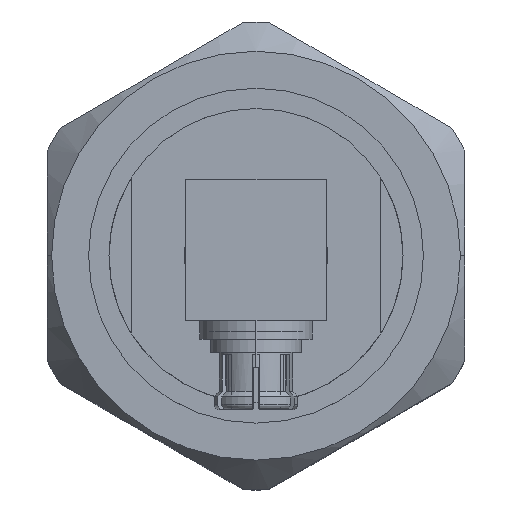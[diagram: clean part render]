
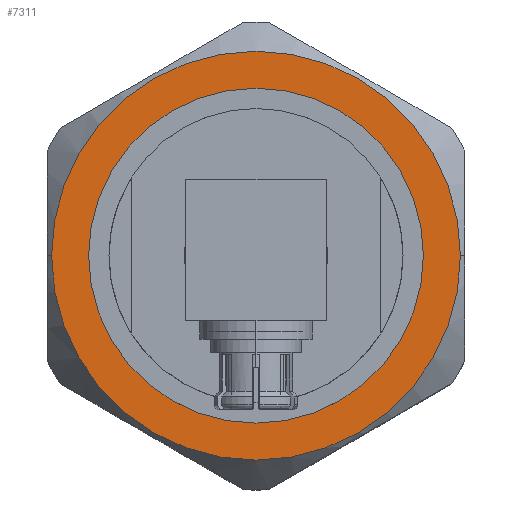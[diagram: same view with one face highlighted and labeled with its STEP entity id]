
A CAD part, top view. The second image highlights one B-rep face of the part: STEP entity #7311.
In plain terms, the highlighted face is planar.
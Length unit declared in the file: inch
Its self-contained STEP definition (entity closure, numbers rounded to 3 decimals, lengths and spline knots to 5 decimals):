
#36 = EDGE_CURVE ( 'NONE', #5989, #3912, #7733, .T. ) ;
#159 = CARTESIAN_POINT ( 'NONE',  ( 0.34608, 0., 0.12524 ) ) ;
#197 = AXIS2_PLACEMENT_3D ( 'NONE', #4508, #3239, #4108 ) ;
#498 = FACE_BOUND ( 'NONE', #2495, .T. ) ;
#674 = DIRECTION ( 'NONE',  ( 0., 0., 1. ) ) ;
#791 = AXIS2_PLACEMENT_3D ( 'NONE', #4211, #1448, #674 ) ;
#798 = EDGE_CURVE ( 'NONE', #3912, #5989, #4397, .T. ) ;
#1448 = DIRECTION ( 'NONE',  ( -1., 0., 0. ) ) ;
#1506 = ORIENTED_EDGE ( 'NONE', *, *, #36, .T. ) ;
#1560 = CARTESIAN_POINT ( 'NONE',  ( 0.34608, 0., -0.15293 ) ) ;
#1617 = CARTESIAN_POINT ( 'NONE',  ( 0.34608, 0., 0. ) ) ;
#1970 = CIRCLE ( 'NONE', #8472, 0.12524 ) ;
#2455 = VERTEX_POINT ( 'NONE', #159 ) ;
#2495 = EDGE_LOOP ( 'NONE', ( #3162, #6218 ) ) ;
#2759 = CARTESIAN_POINT ( 'NONE',  ( 0.34608, 0., 0.15293 ) ) ;
#3162 = ORIENTED_EDGE ( 'NONE', *, *, #5828, .T. ) ;
#3239 = DIRECTION ( 'NONE',  ( -1., 0., 0. ) ) ;
#3382 = AXIS2_PLACEMENT_3D ( 'NONE', #1617, #5784, #8569 ) ;
#3912 = VERTEX_POINT ( 'NONE', #2759 ) ;
#3960 = CARTESIAN_POINT ( 'NONE',  ( 0.34608, 0., 0. ) ) ;
#4060 = ORIENTED_EDGE ( 'NONE', *, *, #798, .T. ) ;
#4108 = DIRECTION ( 'NONE',  ( 0., 0., 1. ) ) ;
#4187 = VERTEX_POINT ( 'NONE', #8646 ) ;
#4211 = CARTESIAN_POINT ( 'NONE',  ( 0.34608, 0.1749, 0. ) ) ;
#4397 = CIRCLE ( 'NONE', #8762, 0.15293 ) ;
#4508 = CARTESIAN_POINT ( 'NONE',  ( 0.34608, 0., 0. ) ) ;
#5216 = DIRECTION ( 'NONE',  ( -1., 0., 0. ) ) ;
#5280 = EDGE_LOOP ( 'NONE', ( #1506, #4060 ) ) ;
#5784 = DIRECTION ( 'NONE',  ( 1., 0., 0. ) ) ;
#5828 = EDGE_CURVE ( 'NONE', #2455, #4187, #6582, .T. ) ;
#5989 = VERTEX_POINT ( 'NONE', #1560 ) ;
#6218 = ORIENTED_EDGE ( 'NONE', *, *, #7773, .T. ) ;
#6582 = CIRCLE ( 'NONE', #197, 0.12524 ) ;
#6729 = DIRECTION ( 'NONE',  ( 0., 0., 1. ) ) ;
#7031 = PLANE ( 'NONE',  #791 ) ;
#7311 = ADVANCED_FACE ( 'NONE', ( #498, #7675 ), #7031, .F. ) ;
#7355 = DIRECTION ( 'NONE',  ( 1., 0., 0. ) ) ;
#7501 = CARTESIAN_POINT ( 'NONE',  ( 0.34608, 0., 0. ) ) ;
#7675 = FACE_OUTER_BOUND ( 'NONE', #5280, .T. ) ;
#7733 = CIRCLE ( 'NONE', #3382, 0.15293 ) ;
#7773 = EDGE_CURVE ( 'NONE', #4187, #2455, #1970, .T. ) ;
#8137 = DIRECTION ( 'NONE',  ( 0., 0., -1. ) ) ;
#8472 = AXIS2_PLACEMENT_3D ( 'NONE', #3960, #5216, #6729 ) ;
#8569 = DIRECTION ( 'NONE',  ( 0., 0., -1. ) ) ;
#8646 = CARTESIAN_POINT ( 'NONE',  ( 0.34608, 0., -0.12524 ) ) ;
#8762 = AXIS2_PLACEMENT_3D ( 'NONE', #7501, #7355, #8137 ) ;
